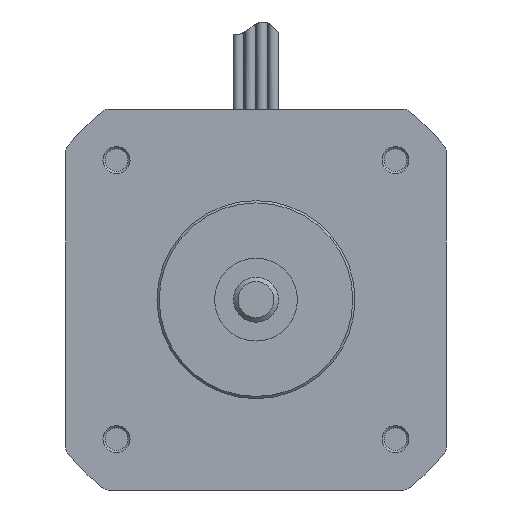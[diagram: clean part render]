
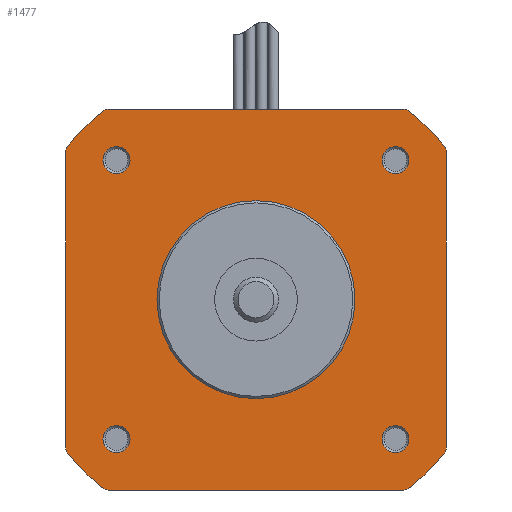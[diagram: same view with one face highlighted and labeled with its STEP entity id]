
A CAD part, front view. The second image highlights one B-rep face of the part: STEP entity #1477.
In plain terms, the highlighted planar face has unit normal (0, -1, 0).
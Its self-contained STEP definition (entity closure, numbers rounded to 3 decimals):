
#110=VECTOR('',#2460,1.);
#127=VECTOR('',#2548,1.);
#128=VECTOR('',#2553,1.);
#129=VECTOR('',#2558,1.);
#206=LINE('',#2074,#110);
#223=LINE('',#2170,#127);
#224=LINE('',#2177,#128);
#225=LINE('',#2184,#129);
#350=PLANE('',#1596);
#395=VERTEX_POINT('',#2073);
#396=VERTEX_POINT('',#2075);
#426=VERTEX_POINT('',#2144);
#428=VERTEX_POINT('',#2150);
#430=VERTEX_POINT('',#2156);
#431=VERTEX_POINT('',#2158);
#432=VERTEX_POINT('',#2160);
#433=VERTEX_POINT('',#2162);
#434=VERTEX_POINT('',#2164);
#435=VERTEX_POINT('',#2166);
#436=VERTEX_POINT('',#2167);
#437=VERTEX_POINT('',#2169);
#438=VERTEX_POINT('',#2171);
#439=VERTEX_POINT('',#2173);
#440=VERTEX_POINT('',#2174);
#441=VERTEX_POINT('',#2176);
#442=VERTEX_POINT('',#2178);
#443=VERTEX_POINT('',#2180);
#444=VERTEX_POINT('',#2181);
#445=VERTEX_POINT('',#2183);
#446=VERTEX_POINT('',#2185);
#544=CIRCLE('',#1591,1.);
#546=CIRCLE('',#1594,27.);
#548=CIRCLE('',#1597,1.5);
#549=CIRCLE('',#1598,1.5);
#550=CIRCLE('',#1599,11.);
#551=CIRCLE('',#1600,1.5);
#552=CIRCLE('',#1601,1.5);
#553=CIRCLE('',#1602,1.);
#554=CIRCLE('',#1603,1.);
#555=CIRCLE('',#1604,1.);
#556=CIRCLE('',#1605,1.);
#557=CIRCLE('',#1606,1.);
#558=CIRCLE('',#1607,1.);
#559=CIRCLE('',#1608,1.);
#624=EDGE_CURVE('',#396,#395,#206,.T.);
#660=EDGE_CURVE('',#396,#426,#544,.T.);
#663=EDGE_CURVE('',#426,#428,#546,.T.);
#666=EDGE_CURVE('',#430,#430,#548,.T.);
#667=EDGE_CURVE('',#431,#431,#549,.T.);
#668=EDGE_CURVE('',#432,#432,#550,.T.);
#669=EDGE_CURVE('',#433,#433,#551,.T.);
#670=EDGE_CURVE('',#434,#434,#552,.T.);
#671=EDGE_CURVE('',#435,#395,#553,.T.);
#672=EDGE_CURVE('',#436,#435,#546,.T.);
#673=EDGE_CURVE('',#437,#436,#554,.T.);
#674=EDGE_CURVE('',#437,#438,#223,.T.);
#675=EDGE_CURVE('',#439,#438,#555,.T.);
#676=EDGE_CURVE('',#440,#439,#546,.T.);
#677=EDGE_CURVE('',#441,#440,#556,.T.);
#678=EDGE_CURVE('',#441,#442,#224,.T.);
#679=EDGE_CURVE('',#443,#442,#557,.T.);
#680=EDGE_CURVE('',#444,#443,#546,.T.);
#681=EDGE_CURVE('',#445,#444,#558,.T.);
#682=EDGE_CURVE('',#445,#446,#225,.T.);
#683=EDGE_CURVE('',#428,#446,#559,.T.);
#896=ORIENTED_EDGE('',*,*,#666,.F.);
#897=ORIENTED_EDGE('',*,*,#667,.F.);
#898=ORIENTED_EDGE('',*,*,#668,.T.);
#899=ORIENTED_EDGE('',*,*,#669,.F.);
#900=ORIENTED_EDGE('',*,*,#670,.F.);
#901=ORIENTED_EDGE('',*,*,#660,.F.);
#902=ORIENTED_EDGE('',*,*,#624,.T.);
#903=ORIENTED_EDGE('',*,*,#671,.F.);
#904=ORIENTED_EDGE('',*,*,#672,.F.);
#905=ORIENTED_EDGE('',*,*,#673,.F.);
#906=ORIENTED_EDGE('',*,*,#674,.T.);
#907=ORIENTED_EDGE('',*,*,#675,.F.);
#908=ORIENTED_EDGE('',*,*,#676,.F.);
#909=ORIENTED_EDGE('',*,*,#677,.F.);
#910=ORIENTED_EDGE('',*,*,#678,.T.);
#911=ORIENTED_EDGE('',*,*,#679,.F.);
#912=ORIENTED_EDGE('',*,*,#680,.F.);
#913=ORIENTED_EDGE('',*,*,#681,.F.);
#914=ORIENTED_EDGE('',*,*,#682,.T.);
#915=ORIENTED_EDGE('',*,*,#683,.F.);
#916=ORIENTED_EDGE('',*,*,#663,.F.);
#1240=EDGE_LOOP('',(#896));
#1241=EDGE_LOOP('',(#897));
#1242=EDGE_LOOP('',(#898));
#1243=EDGE_LOOP('',(#899));
#1244=EDGE_LOOP('',(#900));
#1245=EDGE_LOOP('',(#901,#902,#903,#904,#905,#906,#907,#908,#909,#910,#911,
#912,#913,#914,#915,#916));
#1364=FACE_BOUND('',#1240,.T.);
#1365=FACE_BOUND('',#1241,.T.);
#1366=FACE_BOUND('',#1242,.T.);
#1367=FACE_BOUND('',#1243,.T.);
#1368=FACE_BOUND('',#1244,.T.);
#1369=FACE_BOUND('',#1245,.T.);
#1477=ADVANCED_FACE('',(#1364,#1365,#1366,#1367,#1368,#1369),#350,.T.);
#1591=AXIS2_PLACEMENT_3D('',#2143,#2521,#2522);
#1594=AXIS2_PLACEMENT_3D('',#2149,#2528,#2529);
#1596=AXIS2_PLACEMENT_3D('',#2154,#2533,$);
#1597=AXIS2_PLACEMENT_3D('',#2155,#2534,#2535);
#1598=AXIS2_PLACEMENT_3D('',#2157,#2536,#2537);
#1599=AXIS2_PLACEMENT_3D('',#2159,#2538,#2539);
#1600=AXIS2_PLACEMENT_3D('',#2161,#2540,#2541);
#1601=AXIS2_PLACEMENT_3D('',#2163,#2542,#2543);
#1602=AXIS2_PLACEMENT_3D('',#2165,#2544,#2545);
#1603=AXIS2_PLACEMENT_3D('',#2168,#2546,#2547);
#1604=AXIS2_PLACEMENT_3D('',#2172,#2549,#2550);
#1605=AXIS2_PLACEMENT_3D('',#2175,#2551,#2552);
#1606=AXIS2_PLACEMENT_3D('',#2179,#2554,#2555);
#1607=AXIS2_PLACEMENT_3D('',#2182,#2556,#2557);
#1608=AXIS2_PLACEMENT_3D('',#2186,#2559,#2560);
#2073=CARTESIAN_POINT('',(16.431,2.,-21.15));
#2074=CARTESIAN_POINT('',(-9.5,2.,-21.15));
#2075=CARTESIAN_POINT('',(-16.431,2.,-21.15));
#2143=CARTESIAN_POINT('',(-16.431,2.,-20.15));
#2144=CARTESIAN_POINT('',(-17.063,2.,-20.925));
#2149=CARTESIAN_POINT('',(0.,2.,0.));
#2150=CARTESIAN_POINT('',(-20.925,2.,-17.063));
#2154=CARTESIAN_POINT('',(-19.,2.,0.));
#2155=CARTESIAN_POINT('',(15.5,2.,-15.5));
#2156=CARTESIAN_POINT('',(17.,2.,-15.5));
#2157=CARTESIAN_POINT('',(-15.5,2.,15.5));
#2158=CARTESIAN_POINT('',(-14.,2.,15.5));
#2159=CARTESIAN_POINT('',(0.,2.,0.));
#2160=CARTESIAN_POINT('',(-11.,2.,0.));
#2161=CARTESIAN_POINT('',(15.5,2.,15.5));
#2162=CARTESIAN_POINT('',(17.,2.,15.5));
#2163=CARTESIAN_POINT('',(-15.5,2.,-15.5));
#2164=CARTESIAN_POINT('',(-14.,2.,-15.5));
#2165=CARTESIAN_POINT('',(16.431,2.,-20.15));
#2166=CARTESIAN_POINT('',(17.063,2.,-20.925));
#2167=CARTESIAN_POINT('',(20.925,2.,-17.063));
#2168=CARTESIAN_POINT('',(20.15,2.,-16.431));
#2169=CARTESIAN_POINT('',(21.15,2.,-16.431));
#2170=CARTESIAN_POINT('',(21.15,2.,0.));
#2171=CARTESIAN_POINT('',(21.15,2.,16.431));
#2172=CARTESIAN_POINT('',(20.15,2.,16.431));
#2173=CARTESIAN_POINT('',(20.925,2.,17.063));
#2174=CARTESIAN_POINT('',(17.063,2.,20.925));
#2175=CARTESIAN_POINT('',(16.431,2.,20.15));
#2176=CARTESIAN_POINT('',(16.431,2.,21.15));
#2177=CARTESIAN_POINT('',(-9.5,2.,21.15));
#2178=CARTESIAN_POINT('',(-16.431,2.,21.15));
#2179=CARTESIAN_POINT('',(-16.431,2.,20.15));
#2180=CARTESIAN_POINT('',(-17.063,2.,20.925));
#2181=CARTESIAN_POINT('',(-20.925,2.,17.063));
#2182=CARTESIAN_POINT('',(-20.15,2.,16.431));
#2183=CARTESIAN_POINT('',(-21.15,2.,16.431));
#2184=CARTESIAN_POINT('',(-21.15,2.,0.));
#2185=CARTESIAN_POINT('',(-21.15,2.,-16.431));
#2186=CARTESIAN_POINT('',(-20.15,2.,-16.431));
#2460=DIRECTION('',(1.,0.,0.));
#2521=DIRECTION('',(0.,1.,0.));
#2522=DIRECTION('',(-0.335,0.,-0.942));
#2528=DIRECTION('',(0.,1.,0.));
#2529=DIRECTION('',(-27.,0.,0.));
#2533=DIRECTION('',(0.,-1.,0.));
#2534=DIRECTION('',(0.,-1.,0.));
#2535=DIRECTION('',(-1.5,0.,0.));
#2536=DIRECTION('',(0.,-1.,0.));
#2537=DIRECTION('',(-1.5,0.,0.));
#2538=DIRECTION('',(0.,1.,0.));
#2539=DIRECTION('',(-11.,0.,0.));
#2540=DIRECTION('',(0.,-1.,0.));
#2541=DIRECTION('',(-1.5,0.,0.));
#2542=DIRECTION('',(0.,-1.,0.));
#2543=DIRECTION('',(-1.5,0.,0.));
#2544=DIRECTION('',(0.,1.,0.));
#2545=DIRECTION('',(0.335,0.,-0.942));
#2546=DIRECTION('',(0.,1.,0.));
#2547=DIRECTION('',(0.942,0.,-0.335));
#2548=DIRECTION('',(0.,0.,1.));
#2549=DIRECTION('',(0.,1.,0.));
#2550=DIRECTION('',(0.942,0.,0.335));
#2551=DIRECTION('',(0.,1.,0.));
#2552=DIRECTION('',(0.335,0.,0.942));
#2553=DIRECTION('',(-1.,0.,0.));
#2554=DIRECTION('',(0.,1.,0.));
#2555=DIRECTION('',(-0.335,0.,0.942));
#2556=DIRECTION('',(0.,1.,0.));
#2557=DIRECTION('',(-0.942,0.,0.335));
#2558=DIRECTION('',(0.,0.,-1.));
#2559=DIRECTION('',(0.,1.,0.));
#2560=DIRECTION('',(-0.942,0.,-0.335));
